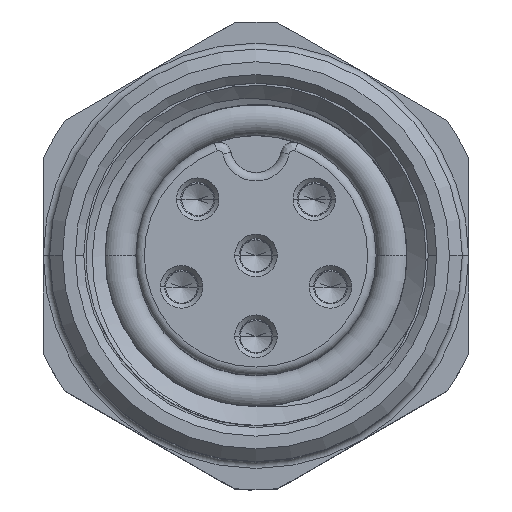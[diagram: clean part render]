
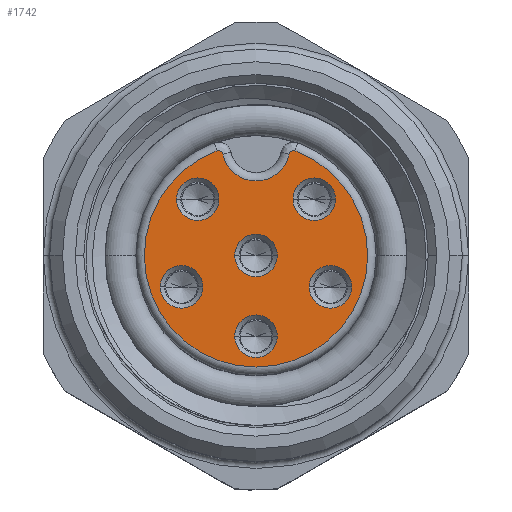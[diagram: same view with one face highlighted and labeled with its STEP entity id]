
A CAD part, top view. The second image highlights one B-rep face of the part: STEP entity #1742.
In plain terms, the highlighted planar face has unit normal (0, 0, 1).
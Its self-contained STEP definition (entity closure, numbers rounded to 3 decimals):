
#1=CARTESIAN_POINT('',(0.,0.,5.4));
#2=DIRECTION('',(0.,0.,-1.));
#3=DIRECTION('',(-1.,0.,0.));
#4=AXIS2_PLACEMENT_3D('',#1,#2,#3);
#6=CARTESIAN_POINT('',(0.,0.,5.4));
#7=DIRECTION('',(0.,0.,-1.));
#8=DIRECTION('',(1.,0.,0.));
#9=AXIS2_PLACEMENT_3D('',#6,#7,#8);
#11=CARTESIAN_POINT('',(-1.37,1.32,5.4));
#12=DIRECTION('',(0.,0.,-1.));
#13=DIRECTION('',(-1.,0.,0.));
#14=AXIS2_PLACEMENT_3D('',#11,#12,#13);
#16=CARTESIAN_POINT('',(-1.37,1.32,5.4));
#17=DIRECTION('',(0.,0.,-1.));
#18=DIRECTION('',(1.,0.,0.));
#19=AXIS2_PLACEMENT_3D('',#16,#17,#18);
#21=CARTESIAN_POINT('',(1.37,1.32,5.4));
#22=DIRECTION('',(0.,0.,-1.));
#23=DIRECTION('',(-1.,0.,0.));
#24=AXIS2_PLACEMENT_3D('',#21,#22,#23);
#26=CARTESIAN_POINT('',(1.37,1.32,5.4));
#27=DIRECTION('',(0.,0.,-1.));
#28=DIRECTION('',(1.,0.,0.));
#29=AXIS2_PLACEMENT_3D('',#26,#27,#28);
#31=CARTESIAN_POINT('',(1.75,-0.74,5.4));
#32=DIRECTION('',(0.,0.,-1.));
#33=DIRECTION('',(-1.,0.,0.));
#34=AXIS2_PLACEMENT_3D('',#31,#32,#33);
#36=CARTESIAN_POINT('',(1.75,-0.74,5.4));
#37=DIRECTION('',(0.,0.,-1.));
#38=DIRECTION('',(1.,0.,0.));
#39=AXIS2_PLACEMENT_3D('',#36,#37,#38);
#41=CARTESIAN_POINT('',(0.,-1.9,5.4));
#42=DIRECTION('',(0.,0.,-1.));
#43=DIRECTION('',(1.,0.,0.));
#44=AXIS2_PLACEMENT_3D('',#41,#42,#43);
#46=CARTESIAN_POINT('',(0.,-1.9,5.4));
#47=DIRECTION('',(0.,0.,-1.));
#48=DIRECTION('',(-1.,0.,0.));
#49=AXIS2_PLACEMENT_3D('',#46,#47,#48);
#51=CARTESIAN_POINT('',(-1.75,-0.74,5.4));
#52=DIRECTION('',(0.,0.,-1.));
#53=DIRECTION('',(-1.,0.,0.));
#54=AXIS2_PLACEMENT_3D('',#51,#52,#53);
#56=CARTESIAN_POINT('',(-1.75,-0.74,5.4));
#57=DIRECTION('',(0.,0.,-1.));
#58=DIRECTION('',(1.,0.,0.));
#59=AXIS2_PLACEMENT_3D('',#56,#57,#58);
#61=CARTESIAN_POINT('',(0.,2.55,5.4));
#62=DIRECTION('',(0.,0.,-1.));
#63=DIRECTION('',(0.979,-0.204,0.));
#64=AXIS2_PLACEMENT_3D('',#61,#62,#63);
#66=CARTESIAN_POINT('',(0.881,2.366,5.4));
#67=DIRECTION('',(0.,0.,1.));
#68=DIRECTION('',(0.349,0.937,0.));
#69=AXIS2_PLACEMENT_3D('',#66,#67,#68);
#71=CARTESIAN_POINT('',(-0.881,2.366,5.4));
#72=DIRECTION('',(0.,0.,1.));
#73=DIRECTION('',(0.979,0.204,0.));
#74=AXIS2_PLACEMENT_3D('',#71,#72,#73);
#1053=CARTESIAN_POINT('',(0.,0.,5.4));
#1054=DIRECTION('',(0.,0.,1.));
#1055=DIRECTION('',(-0.349,0.937,0.));
#1056=AXIS2_PLACEMENT_3D('',#1053,#1054,#1055);
#1340=CARTESIAN_POINT('',(-0.5,0.,5.4));
#1341=CARTESIAN_POINT('',(0.5,0.,5.4));
#1342=VERTEX_POINT('',#1340);
#1343=VERTEX_POINT('',#1341);
#1348=CARTESIAN_POINT('',(-1.87,1.32,5.4));
#1349=CARTESIAN_POINT('',(-0.87,1.32,5.4));
#1350=VERTEX_POINT('',#1348);
#1351=VERTEX_POINT('',#1349);
#1356=CARTESIAN_POINT('',(0.87,1.32,5.4));
#1357=CARTESIAN_POINT('',(1.87,1.32,5.4));
#1358=VERTEX_POINT('',#1356);
#1359=VERTEX_POINT('',#1357);
#1364=CARTESIAN_POINT('',(1.25,-0.74,5.4));
#1365=CARTESIAN_POINT('',(2.25,-0.74,5.4));
#1366=VERTEX_POINT('',#1364);
#1367=VERTEX_POINT('',#1365);
#1372=CARTESIAN_POINT('',(0.5,-1.9,5.4));
#1373=CARTESIAN_POINT('',(-0.5,-1.9,5.4));
#1374=VERTEX_POINT('',#1372);
#1375=VERTEX_POINT('',#1373);
#1380=CARTESIAN_POINT('',(-2.25,-0.74,5.4));
#1381=CARTESIAN_POINT('',(-1.25,-0.74,5.4));
#1382=VERTEX_POINT('',#1380);
#1383=VERTEX_POINT('',#1381);
#1400=CARTESIAN_POINT('',(0.783,2.387,5.4));
#1401=CARTESIAN_POINT('',(-0.783,2.387,5.4));
#1402=VERTEX_POINT('',#1400);
#1403=VERTEX_POINT('',#1401);
#1412=CARTESIAN_POINT('',(0.916,2.46,5.4));
#1413=VERTEX_POINT('',#1412);
#1414=CARTESIAN_POINT('',(-0.916,2.46,5.4));
#1415=VERTEX_POINT('',#1414);
#1691=CARTESIAN_POINT('',(0.,0.,5.4));
#1692=DIRECTION('',(0.,0.,1.));
#1693=DIRECTION('',(1.,0.,0.));
#1694=AXIS2_PLACEMENT_3D('',#1691,#1692,#1693);
#1695=PLANE('',#1694);
#1697=ORIENTED_EDGE('',*,*,#1696,.F.);
#1699=ORIENTED_EDGE('',*,*,#1698,.F.);
#1701=ORIENTED_EDGE('',*,*,#1700,.F.);
#1703=ORIENTED_EDGE('',*,*,#1702,.F.);
#1704=EDGE_LOOP('',(#1697,#1699,#1701,#1703));
#1705=FACE_OUTER_BOUND('',#1704,.F.);
#1707=ORIENTED_EDGE('',*,*,#1706,.F.);
#1709=ORIENTED_EDGE('',*,*,#1708,.F.);
#1710=EDGE_LOOP('',(#1707,#1709));
#1711=FACE_BOUND('',#1710,.F.);
#1713=ORIENTED_EDGE('',*,*,#1712,.F.);
#1715=ORIENTED_EDGE('',*,*,#1714,.F.);
#1716=EDGE_LOOP('',(#1713,#1715));
#1717=FACE_BOUND('',#1716,.F.);
#1719=ORIENTED_EDGE('',*,*,#1718,.F.);
#1721=ORIENTED_EDGE('',*,*,#1720,.F.);
#1722=EDGE_LOOP('',(#1719,#1721));
#1723=FACE_BOUND('',#1722,.F.);
#1725=ORIENTED_EDGE('',*,*,#1724,.F.);
#1727=ORIENTED_EDGE('',*,*,#1726,.F.);
#1728=EDGE_LOOP('',(#1725,#1727));
#1729=FACE_BOUND('',#1728,.F.);
#1731=ORIENTED_EDGE('',*,*,#1730,.F.);
#1733=ORIENTED_EDGE('',*,*,#1732,.F.);
#1734=EDGE_LOOP('',(#1731,#1733));
#1735=FACE_BOUND('',#1734,.F.);
#1737=ORIENTED_EDGE('',*,*,#1736,.F.);
#1739=ORIENTED_EDGE('',*,*,#1738,.F.);
#1740=EDGE_LOOP('',(#1737,#1739));
#1741=FACE_BOUND('',#1740,.F.);
#5=CIRCLE('',#4,0.5);
#10=CIRCLE('',#9,0.5);
#15=CIRCLE('',#14,0.5);
#20=CIRCLE('',#19,0.5);
#25=CIRCLE('',#24,0.5);
#30=CIRCLE('',#29,0.5);
#35=CIRCLE('',#34,0.5);
#40=CIRCLE('',#39,0.5);
#45=CIRCLE('',#44,0.5);
#50=CIRCLE('',#49,0.5);
#55=CIRCLE('',#54,0.5);
#60=CIRCLE('',#59,0.5);
#65=CIRCLE('',#64,0.8);
#70=CIRCLE('',#69,0.1);
#75=CIRCLE('',#74,0.1);
#1057=CIRCLE('',#1056,2.625);
#1696=EDGE_CURVE('',#1402,#1403,#65,.T.);
#1698=EDGE_CURVE('',#1413,#1402,#70,.T.);
#1700=EDGE_CURVE('',#1415,#1413,#1057,.T.);
#1702=EDGE_CURVE('',#1403,#1415,#75,.T.);
#1706=EDGE_CURVE('',#1350,#1351,#15,.T.);
#1708=EDGE_CURVE('',#1351,#1350,#20,.T.);
#1712=EDGE_CURVE('',#1358,#1359,#25,.T.);
#1714=EDGE_CURVE('',#1359,#1358,#30,.T.);
#1718=EDGE_CURVE('',#1366,#1367,#35,.T.);
#1720=EDGE_CURVE('',#1367,#1366,#40,.T.);
#1724=EDGE_CURVE('',#1374,#1375,#45,.T.);
#1726=EDGE_CURVE('',#1375,#1374,#50,.T.);
#1730=EDGE_CURVE('',#1382,#1383,#55,.T.);
#1732=EDGE_CURVE('',#1383,#1382,#60,.T.);
#1736=EDGE_CURVE('',#1342,#1343,#5,.T.);
#1738=EDGE_CURVE('',#1343,#1342,#10,.T.);
#1742=ADVANCED_FACE('',(#1705,#1711,#1717,#1723,#1729,#1735,#1741),#1695,.T.);
